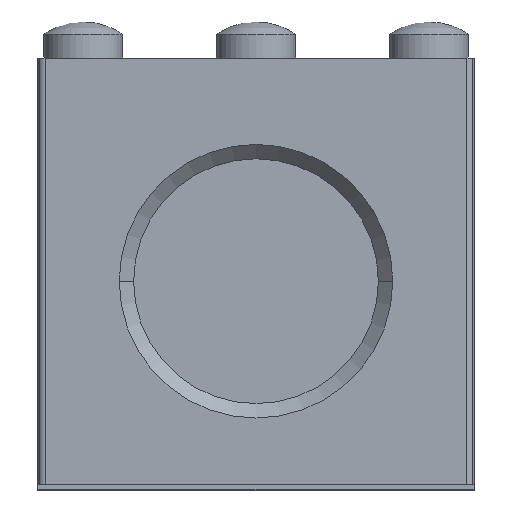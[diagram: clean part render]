
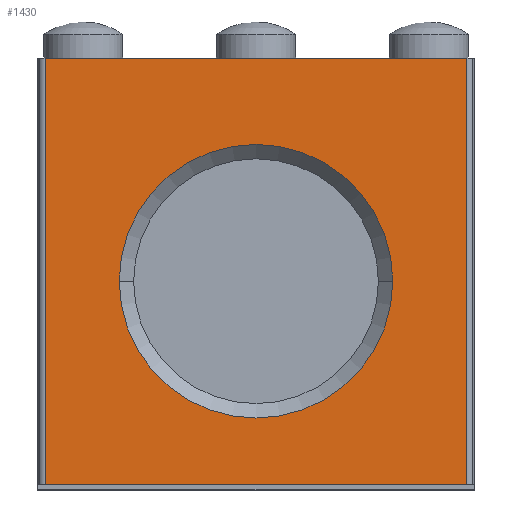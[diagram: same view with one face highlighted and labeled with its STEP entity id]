
A CAD part, front view. The second image highlights one B-rep face of the part: STEP entity #1430.
In plain terms, the highlighted planar face has unit normal (0, -1, 0).
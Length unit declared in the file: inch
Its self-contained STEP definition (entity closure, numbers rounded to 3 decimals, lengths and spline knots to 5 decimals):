
#20 = CARTESIAN_POINT ( 'NONE',  ( 0.47244, -2.14567, 1.1811 ) ) ;
#40 = VERTEX_POINT ( 'NONE', #1175 ) ;
#122 = LINE ( 'NONE', #2683, #4633 ) ;
#234 = VERTEX_POINT ( 'NONE', #4755 ) ;
#287 = EDGE_LOOP ( 'NONE', ( #316, #1857 ) ) ;
#315 = CARTESIAN_POINT ( 'NONE',  ( 0.57677, -2.14567, 1.1811 ) ) ;
#316 = ORIENTED_EDGE ( 'NONE', *, *, #3214, .T. ) ;
#419 = DIRECTION ( 'NONE',  ( 0., 1., 0. ) ) ;
#516 = CARTESIAN_POINT ( 'NONE',  ( -0.57677, -2.14567, 0.01575 ) ) ;
#688 = DIRECTION ( 'NONE',  ( 1., 0., 0. ) ) ;
#842 = CIRCLE ( 'NONE', #4345, 0.37402 ) ;
#865 = CARTESIAN_POINT ( 'NONE',  ( -0.47244, -2.14567, 1.1811 ) ) ;
#935 = EDGE_LOOP ( 'NONE', ( #5008, #4124, #2346, #2008, #2388, #3984 ) ) ;
#966 = VECTOR ( 'NONE', #3290, 39.37008 ) ;
#1062 = VERTEX_POINT ( 'NONE', #1562 ) ;
#1126 = VECTOR ( 'NONE', #3378, 39.37008 ) ;
#1175 = CARTESIAN_POINT ( 'NONE',  ( -0.57677, -2.14567, 1.1811 ) ) ;
#1178 = VECTOR ( 'NONE', #5072, 39.37008 ) ;
#1191 = VECTOR ( 'NONE', #1709, 39.37008 ) ;
#1213 = CARTESIAN_POINT ( 'NONE',  ( -0.47244, -2.14567, 1.1811 ) ) ;
#1359 = EDGE_CURVE ( 'NONE', #1404, #40, #122, .T. ) ;
#1404 = VERTEX_POINT ( 'NONE', #516 ) ;
#1430 = ADVANCED_FACE ( 'NONE', ( #4044, #1647 ), #1458, .T. ) ;
#1458 = PLANE ( 'NONE',  #3251 ) ;
#1562 = CARTESIAN_POINT ( 'NONE',  ( 0.47244, -2.14567, 1.1811 ) ) ;
#1647 = FACE_OUTER_BOUND ( 'NONE', #935, .T. ) ;
#1709 = DIRECTION ( 'NONE',  ( -1., 0., 0. ) ) ;
#1857 = ORIENTED_EDGE ( 'NONE', *, *, #4426, .T. ) ;
#2008 = ORIENTED_EDGE ( 'NONE', *, *, #2800, .T. ) ;
#2218 = EDGE_CURVE ( 'NONE', #234, #3470, #3902, .T. ) ;
#2310 = LINE ( 'NONE', #2542, #1178 ) ;
#2346 = ORIENTED_EDGE ( 'NONE', *, *, #3441, .T. ) ;
#2388 = ORIENTED_EDGE ( 'NONE', *, *, #5265, .T. ) ;
#2539 = VERTEX_POINT ( 'NONE', #3665 ) ;
#2542 = CARTESIAN_POINT ( 'NONE',  ( 0.57677, -2.14567, 1.1811 ) ) ;
#2555 = VERTEX_POINT ( 'NONE', #2787 ) ;
#2633 = VECTOR ( 'NONE', #688, 39.37008 ) ;
#2683 = CARTESIAN_POINT ( 'NONE',  ( -0.57677, -2.14567, 0.01575 ) ) ;
#2787 = CARTESIAN_POINT ( 'NONE',  ( -0.37402, -2.14567, 0.57087 ) ) ;
#2797 = VERTEX_POINT ( 'NONE', #865 ) ;
#2800 = EDGE_CURVE ( 'NONE', #1062, #2797, #4110, .T. ) ;
#2999 = LINE ( 'NONE', #1213, #1191 ) ;
#3087 = DIRECTION ( 'NONE',  ( 0., 0., 1. ) ) ;
#3214 = EDGE_CURVE ( 'NONE', #2539, #2555, #3908, .T. ) ;
#3251 = AXIS2_PLACEMENT_3D ( 'NONE', #3641, #3658, #4499 ) ;
#3290 = DIRECTION ( 'NONE',  ( 0., 0., -1. ) ) ;
#3378 = DIRECTION ( 'NONE',  ( -1., 0., 0. ) ) ;
#3441 = EDGE_CURVE ( 'NONE', #234, #1062, #2310, .T. ) ;
#3470 = VERTEX_POINT ( 'NONE', #5151 ) ;
#3641 = CARTESIAN_POINT ( 'NONE',  ( 0.59646, -2.14567, 0. ) ) ;
#3642 = LINE ( 'NONE', #4900, #2633 ) ;
#3658 = DIRECTION ( 'NONE',  ( 0., -1., 0. ) ) ;
#3665 = CARTESIAN_POINT ( 'NONE',  ( 0.37402, -2.14567, 0.57087 ) ) ;
#3902 = LINE ( 'NONE', #315, #966 ) ;
#3908 = CIRCLE ( 'NONE', #5188, 0.37402 ) ;
#3984 = ORIENTED_EDGE ( 'NONE', *, *, #1359, .F. ) ;
#4009 = CARTESIAN_POINT ( 'NONE',  ( 0., -2.14567, 0.57087 ) ) ;
#4044 = FACE_BOUND ( 'NONE', #287, .T. ) ;
#4110 = LINE ( 'NONE', #20, #1126 ) ;
#4124 = ORIENTED_EDGE ( 'NONE', *, *, #2218, .F. ) ;
#4345 = AXIS2_PLACEMENT_3D ( 'NONE', #5012, #419, #5466 ) ;
#4426 = EDGE_CURVE ( 'NONE', #2555, #2539, #842, .T. ) ;
#4433 = DIRECTION ( 'NONE',  ( 0., 1., 0. ) ) ;
#4457 = DIRECTION ( 'NONE',  ( 1., 0., 0. ) ) ;
#4499 = DIRECTION ( 'NONE',  ( 0., 0., -1. ) ) ;
#4633 = VECTOR ( 'NONE', #3087, 39.37008 ) ;
#4755 = CARTESIAN_POINT ( 'NONE',  ( 0.57677, -2.14567, 1.1811 ) ) ;
#4900 = CARTESIAN_POINT ( 'NONE',  ( -0.57677, -2.14567, 0.01575 ) ) ;
#4970 = EDGE_CURVE ( 'NONE', #1404, #3470, #3642, .T. ) ;
#5008 = ORIENTED_EDGE ( 'NONE', *, *, #4970, .T. ) ;
#5012 = CARTESIAN_POINT ( 'NONE',  ( 0., -2.14567, 0.57087 ) ) ;
#5072 = DIRECTION ( 'NONE',  ( -1., 0., 0. ) ) ;
#5151 = CARTESIAN_POINT ( 'NONE',  ( 0.57677, -2.14567, 0.01575 ) ) ;
#5188 = AXIS2_PLACEMENT_3D ( 'NONE', #4009, #4433, #4457 ) ;
#5265 = EDGE_CURVE ( 'NONE', #2797, #40, #2999, .T. ) ;
#5466 = DIRECTION ( 'NONE',  ( 1., 0., 0. ) ) ;
